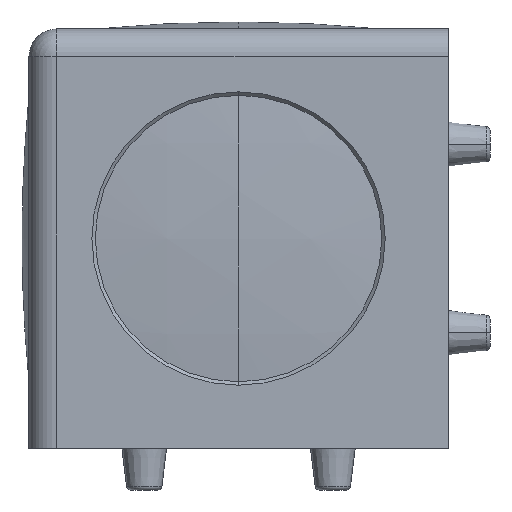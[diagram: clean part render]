
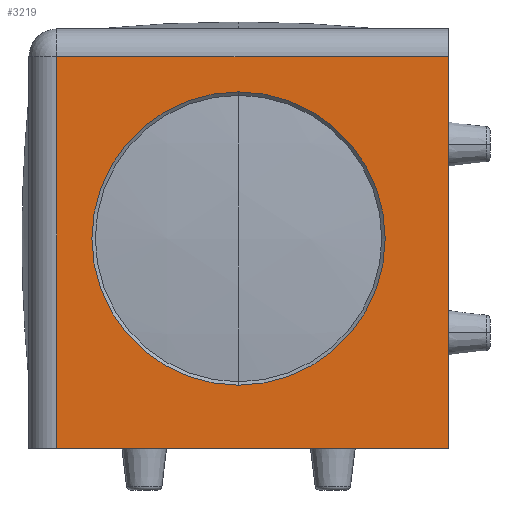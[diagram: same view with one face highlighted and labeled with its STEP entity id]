
A CAD part, front view. The second image highlights one B-rep face of the part: STEP entity #3219.
In plain terms, the highlighted planar face has unit normal (0, -1, 0).
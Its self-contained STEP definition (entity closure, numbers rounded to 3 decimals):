
#570=DIRECTION('',(1.,0.,0.));
#571=VECTOR('',#570,28.);
#572=CARTESIAN_POINT('',(-13.,-15.,-15.));
#573=LINE('',#572,#571);
#987=DIRECTION('',(0.,0.,-1.));
#988=VECTOR('',#987,28.);
#989=CARTESIAN_POINT('',(15.,-15.,13.));
#990=LINE('',#989,#988);
#994=CARTESIAN_POINT('',(0.,-15.,0.));
#995=DIRECTION('',(0.,-1.,0.));
#996=DIRECTION('',(0.,0.,1.));
#997=AXIS2_PLACEMENT_3D('',#994,#995,#996);
#1002=CARTESIAN_POINT('',(0.,-15.,0.));
#1003=DIRECTION('',(0.,-1.,0.));
#1004=DIRECTION('',(0.,0.,-1.));
#1005=AXIS2_PLACEMENT_3D('',#1002,#1003,#1004);
#1017=DIRECTION('',(0.,0.,-1.));
#1018=VECTOR('',#1017,28.);
#1019=CARTESIAN_POINT('',(-13.,-15.,13.));
#1020=LINE('',#1019,#1018);
#1077=DIRECTION('',(-1.,0.,0.));
#1078=VECTOR('',#1077,28.);
#1079=CARTESIAN_POINT('',(15.,-15.,13.));
#1080=LINE('',#1079,#1078);
#2597=CARTESIAN_POINT('',(-13.,-15.,-15.));
#2598=VERTEX_POINT('',#2597);
#2599=CARTESIAN_POINT('',(15.,-15.,-15.));
#2600=VERTEX_POINT('',#2599);
#2671=CARTESIAN_POINT('',(15.,-15.,13.));
#2672=VERTEX_POINT('',#2671);
#2699=CARTESIAN_POINT('',(-13.,-15.,13.));
#2700=VERTEX_POINT('',#2699);
#2701=CARTESIAN_POINT('',(0.,-15.,10.5));
#2702=CARTESIAN_POINT('',(0.,-15.,-10.5));
#2703=VERTEX_POINT('',#2701);
#2704=VERTEX_POINT('',#2702);
#3200=CARTESIAN_POINT('',(-15.,-15.,15.));
#3201=DIRECTION('',(0.,1.,0.));
#3202=DIRECTION('',(0.,0.,1.));
#3203=AXIS2_PLACEMENT_3D('',#3200,#3201,#3202);
#3204=PLANE('',#3203);
#3205=ORIENTED_EDGE('',*,*,#3115,.T.);
#3206=ORIENTED_EDGE('',*,*,#2993,.F.);
#3208=ORIENTED_EDGE('',*,*,#3207,.F.);
#3210=ORIENTED_EDGE('',*,*,#3209,.F.);
#3211=EDGE_LOOP('',(#3205,#3206,#3208,#3210));
#3212=FACE_OUTER_BOUND('',#3211,.F.);
#3214=ORIENTED_EDGE('',*,*,#3213,.T.);
#3216=ORIENTED_EDGE('',*,*,#3215,.T.);
#3217=EDGE_LOOP('',(#3214,#3216));
#3218=FACE_BOUND('',#3217,.F.);
#998=CIRCLE('',#997,10.5);
#1006=CIRCLE('',#1005,10.5);
#2993=EDGE_CURVE('',#2598,#2600,#573,.T.);
#3115=EDGE_CURVE('',#2672,#2600,#990,.T.);
#3207=EDGE_CURVE('',#2700,#2598,#1020,.T.);
#3209=EDGE_CURVE('',#2672,#2700,#1080,.T.);
#3213=EDGE_CURVE('',#2703,#2704,#998,.T.);
#3215=EDGE_CURVE('',#2704,#2703,#1006,.T.);
#3219=ADVANCED_FACE('',(#3212,#3218),#3204,.F.);
